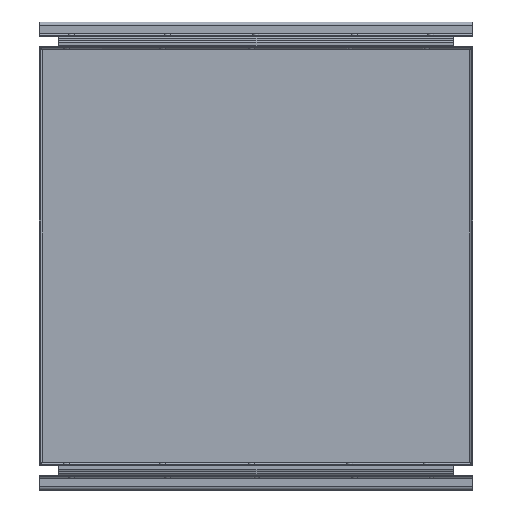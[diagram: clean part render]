
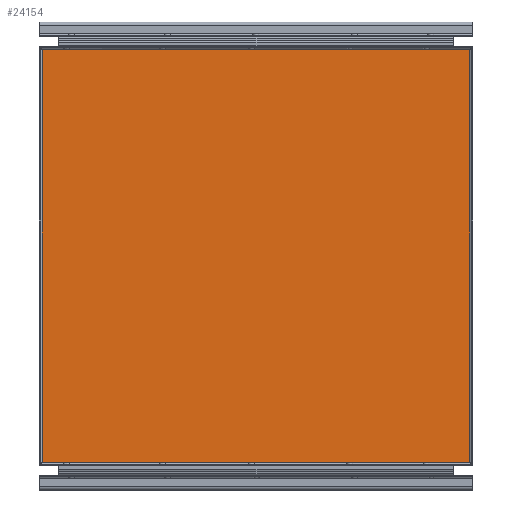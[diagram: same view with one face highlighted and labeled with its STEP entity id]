
A CAD part, front view. The second image highlights one B-rep face of the part: STEP entity #24154.
In plain terms, the highlighted planar face has unit normal (0, -1, 0).
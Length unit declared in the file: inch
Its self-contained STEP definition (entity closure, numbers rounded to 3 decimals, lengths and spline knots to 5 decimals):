
#289 = CARTESIAN_POINT ( 'NONE',  ( 0.15748, 1.94, 0.15748 ) ) ;
#927 = VECTOR ( 'NONE', #12189, 39.37008 ) ;
#1881 = PLANE ( 'NONE',  #12492 ) ;
#4693 = DIRECTION ( 'NONE',  ( 1., 0., 0. ) ) ;
#5297 = CARTESIAN_POINT ( 'NONE',  ( 21.84248, 1.94, 0.15748 ) ) ;
#5315 = CARTESIAN_POINT ( 'NONE',  ( 0., 1.94, 0.15748 ) ) ;
#5655 = DIRECTION ( 'NONE',  ( 0., 0., 1. ) ) ;
#5793 = DIRECTION ( 'NONE',  ( 0., 1., 0. ) ) ;
#6023 = LINE ( 'NONE', #10055, #927 ) ;
#6209 = EDGE_LOOP ( 'NONE', ( #25016, #10459, #12663, #24282 ) ) ;
#6570 = CARTESIAN_POINT ( 'NONE',  ( 21.84248, 1.94, 21.09252 ) ) ;
#7454 = DIRECTION ( 'NONE',  ( -1., 0., 0. ) ) ;
#10055 = CARTESIAN_POINT ( 'NONE',  ( 21.84248, 1.94, 0. ) ) ;
#10459 = ORIENTED_EDGE ( 'NONE', *, *, #11206, .F. ) ;
#10774 = VECTOR ( 'NONE', #25363, 39.37008 ) ;
#10856 = CARTESIAN_POINT ( 'NONE',  ( 0., 1.94, 21.09252 ) ) ;
#11098 = VERTEX_POINT ( 'NONE', #6570 ) ;
#11206 = EDGE_CURVE ( 'NONE', #20816, #11098, #11250, .T. ) ;
#11250 = LINE ( 'NONE', #10856, #22146 ) ;
#11794 = VECTOR ( 'NONE', #7454, 39.37008 ) ;
#12189 = DIRECTION ( 'NONE',  ( 0., 0., -1. ) ) ;
#12492 = AXIS2_PLACEMENT_3D ( 'NONE', #24002, #5793, #5655 ) ;
#12663 = ORIENTED_EDGE ( 'NONE', *, *, #24113, .F. ) ;
#13351 = LINE ( 'NONE', #5315, #11794 ) ;
#14803 = LINE ( 'NONE', #21348, #10774 ) ;
#16285 = VERTEX_POINT ( 'NONE', #289 ) ;
#16580 = EDGE_CURVE ( 'NONE', #11098, #18894, #6023, .T. ) ;
#18894 = VERTEX_POINT ( 'NONE', #5297 ) ;
#20816 = VERTEX_POINT ( 'NONE', #21768 ) ;
#21348 = CARTESIAN_POINT ( 'NONE',  ( 0.15748, 1.94, 0. ) ) ;
#21533 = EDGE_CURVE ( 'NONE', #18894, #16285, #13351, .T. ) ;
#21768 = CARTESIAN_POINT ( 'NONE',  ( 0.15748, 1.94, 21.09252 ) ) ;
#22146 = VECTOR ( 'NONE', #4693, 39.37008 ) ;
#24002 = CARTESIAN_POINT ( 'NONE',  ( 0., 1.94, 0. ) ) ;
#24113 = EDGE_CURVE ( 'NONE', #16285, #20816, #14803, .T. ) ;
#24154 = ADVANCED_FACE ( 'NONE', ( #25884 ), #1881, .F. ) ;
#24282 = ORIENTED_EDGE ( 'NONE', *, *, #21533, .F. ) ;
#25016 = ORIENTED_EDGE ( 'NONE', *, *, #16580, .F. ) ;
#25363 = DIRECTION ( 'NONE',  ( 0., 0., 1. ) ) ;
#25884 = FACE_OUTER_BOUND ( 'NONE', #6209, .T. ) ;
